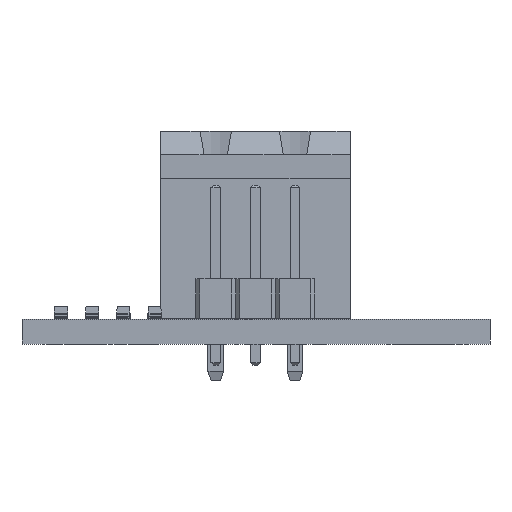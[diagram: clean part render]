
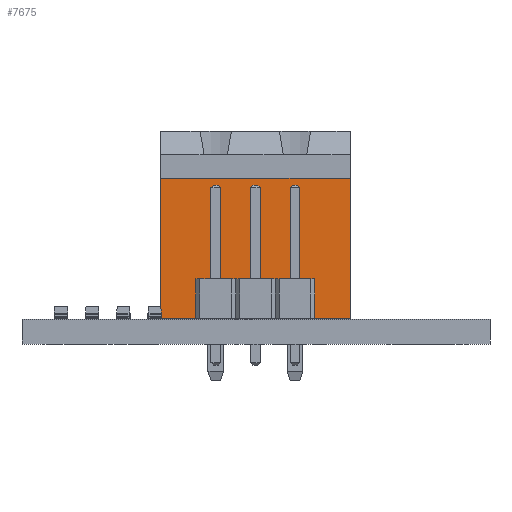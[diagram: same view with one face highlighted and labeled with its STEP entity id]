
A CAD part, front view. The second image highlights one B-rep face of the part: STEP entity #7675.
In plain terms, the highlighted face is planar.
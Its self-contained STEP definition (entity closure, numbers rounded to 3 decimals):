
#7675 = ADVANCED_FACE('',(#7676),#7690,.T.);
#7676 = FACE_BOUND('',#7677,.T.);
#7677 = EDGE_LOOP('',(#7678,#7713,#7741,#7769));
#7678 = ORIENTED_EDGE('',*,*,#7679,.T.);
#7679 = EDGE_CURVE('',#7680,#7682,#7684,.T.);
#7680 = VERTEX_POINT('',#7681);
#7681 = CARTESIAN_POINT('',(-3.54,3.8,9.));
#7682 = VERTEX_POINT('',#7683);
#7683 = CARTESIAN_POINT('',(8.62,3.8,9.));
#7684 = SURFACE_CURVE('',#7685,(#7689,#7701),.PCURVE_S1.);
#7685 = LINE('',#7686,#7687);
#7686 = CARTESIAN_POINT('',(-3.54,3.8,9.));
#7687 = VECTOR('',#7688,1.);
#7688 = DIRECTION('',(1.,0.,0.));
#7689 = PCURVE('',#7690,#7695);
#7690 = PLANE('',#7691);
#7691 = AXIS2_PLACEMENT_3D('',#7692,#7693,#7694);
#7692 = CARTESIAN_POINT('',(-3.54,3.8,9.));
#7693 = DIRECTION('',(0.,1.,0.));
#7694 = DIRECTION('',(0.,0.,-1.));
#7695 = DEFINITIONAL_REPRESENTATION('',(#7696),#7700);
#7696 = LINE('',#7697,#7698);
#7697 = CARTESIAN_POINT('',(0.,0.));
#7698 = VECTOR('',#7699,1.);
#7699 = DIRECTION('',(0.,-1.));
#7700 = ( GEOMETRIC_REPRESENTATION_CONTEXT(2) 
PARAMETRIC_REPRESENTATION_CONTEXT() REPRESENTATION_CONTEXT('2D SPACE',''
  ) );
#7701 = PCURVE('',#7702,#7707);
#7702 = PLANE('',#7703);
#7703 = AXIS2_PLACEMENT_3D('',#7704,#7705,#7706);
#7704 = CARTESIAN_POINT('',(-3.54,4.8,9.));
#7705 = DIRECTION('',(0.,0.,-1.));
#7706 = DIRECTION('',(0.,-1.,0.));
#7707 = DEFINITIONAL_REPRESENTATION('',(#7708),#7712);
#7708 = LINE('',#7709,#7710);
#7709 = CARTESIAN_POINT('',(1.,0.));
#7710 = VECTOR('',#7711,1.);
#7711 = DIRECTION('',(0.,-1.));
#7712 = ( GEOMETRIC_REPRESENTATION_CONTEXT(2) 
PARAMETRIC_REPRESENTATION_CONTEXT() REPRESENTATION_CONTEXT('2D SPACE',''
  ) );
#7713 = ORIENTED_EDGE('',*,*,#7714,.T.);
#7714 = EDGE_CURVE('',#7682,#7715,#7717,.T.);
#7715 = VERTEX_POINT('',#7716);
#7716 = CARTESIAN_POINT('',(8.62,3.8,0.));
#7717 = SURFACE_CURVE('',#7718,(#7722,#7729),.PCURVE_S1.);
#7718 = LINE('',#7719,#7720);
#7719 = CARTESIAN_POINT('',(8.62,3.8,9.));
#7720 = VECTOR('',#7721,1.);
#7721 = DIRECTION('',(0.,0.,-1.));
#7722 = PCURVE('',#7690,#7723);
#7723 = DEFINITIONAL_REPRESENTATION('',(#7724),#7728);
#7724 = LINE('',#7725,#7726);
#7725 = CARTESIAN_POINT('',(0.,-12.16));
#7726 = VECTOR('',#7727,1.);
#7727 = DIRECTION('',(1.,0.));
#7728 = ( GEOMETRIC_REPRESENTATION_CONTEXT(2) 
PARAMETRIC_REPRESENTATION_CONTEXT() REPRESENTATION_CONTEXT('2D SPACE',''
  ) );
#7729 = PCURVE('',#7730,#7735);
#7730 = PLANE('',#7731);
#7731 = AXIS2_PLACEMENT_3D('',#7732,#7733,#7734);
#7732 = CARTESIAN_POINT('',(8.62,0.22,6.148));
#7733 = DIRECTION('',(-1.,0.,0.));
#7734 = DIRECTION('',(0.,-1.,0.));
#7735 = DEFINITIONAL_REPRESENTATION('',(#7736),#7740);
#7736 = LINE('',#7737,#7738);
#7737 = CARTESIAN_POINT('',(-3.58,2.852));
#7738 = VECTOR('',#7739,1.);
#7739 = DIRECTION('',(0.,-1.));
#7740 = ( GEOMETRIC_REPRESENTATION_CONTEXT(2) 
PARAMETRIC_REPRESENTATION_CONTEXT() REPRESENTATION_CONTEXT('2D SPACE',''
  ) );
#7741 = ORIENTED_EDGE('',*,*,#7742,.F.);
#7742 = EDGE_CURVE('',#7743,#7715,#7745,.T.);
#7743 = VERTEX_POINT('',#7744);
#7744 = CARTESIAN_POINT('',(-3.54,3.8,0.));
#7745 = SURFACE_CURVE('',#7746,(#7750,#7757),.PCURVE_S1.);
#7746 = LINE('',#7747,#7748);
#7747 = CARTESIAN_POINT('',(-3.54,3.8,0.));
#7748 = VECTOR('',#7749,1.);
#7749 = DIRECTION('',(1.,0.,0.));
#7750 = PCURVE('',#7690,#7751);
#7751 = DEFINITIONAL_REPRESENTATION('',(#7752),#7756);
#7752 = LINE('',#7753,#7754);
#7753 = CARTESIAN_POINT('',(9.,0.));
#7754 = VECTOR('',#7755,1.);
#7755 = DIRECTION('',(0.,-1.));
#7756 = ( GEOMETRIC_REPRESENTATION_CONTEXT(2) 
PARAMETRIC_REPRESENTATION_CONTEXT() REPRESENTATION_CONTEXT('2D SPACE',''
  ) );
#7757 = PCURVE('',#7758,#7763);
#7758 = PLANE('',#7759);
#7759 = AXIS2_PLACEMENT_3D('',#7760,#7761,#7762);
#7760 = CARTESIAN_POINT('',(-3.54,3.8,0.));
#7761 = DIRECTION('',(0.,0.,-1.));
#7762 = DIRECTION('',(0.,-1.,0.));
#7763 = DEFINITIONAL_REPRESENTATION('',(#7764),#7768);
#7764 = LINE('',#7765,#7766);
#7765 = CARTESIAN_POINT('',(0.,-0.));
#7766 = VECTOR('',#7767,1.);
#7767 = DIRECTION('',(0.,-1.));
#7768 = ( GEOMETRIC_REPRESENTATION_CONTEXT(2) 
PARAMETRIC_REPRESENTATION_CONTEXT() REPRESENTATION_CONTEXT('2D SPACE',''
  ) );
#7769 = ORIENTED_EDGE('',*,*,#7770,.F.);
#7770 = EDGE_CURVE('',#7680,#7743,#7771,.T.);
#7771 = SURFACE_CURVE('',#7772,(#7776,#7783),.PCURVE_S1.);
#7772 = LINE('',#7773,#7774);
#7773 = CARTESIAN_POINT('',(-3.54,3.8,9.));
#7774 = VECTOR('',#7775,1.);
#7775 = DIRECTION('',(0.,0.,-1.));
#7776 = PCURVE('',#7690,#7777);
#7777 = DEFINITIONAL_REPRESENTATION('',(#7778),#7782);
#7778 = LINE('',#7779,#7780);
#7779 = CARTESIAN_POINT('',(0.,0.));
#7780 = VECTOR('',#7781,1.);
#7781 = DIRECTION('',(1.,0.));
#7782 = ( GEOMETRIC_REPRESENTATION_CONTEXT(2) 
PARAMETRIC_REPRESENTATION_CONTEXT() REPRESENTATION_CONTEXT('2D SPACE',''
  ) );
#7783 = PCURVE('',#7784,#7789);
#7784 = PLANE('',#7785);
#7785 = AXIS2_PLACEMENT_3D('',#7786,#7787,#7788);
#7786 = CARTESIAN_POINT('',(-3.54,0.22,6.148));
#7787 = DIRECTION('',(-1.,0.,0.));
#7788 = DIRECTION('',(0.,-1.,0.));
#7789 = DEFINITIONAL_REPRESENTATION('',(#7790),#7794);
#7790 = LINE('',#7791,#7792);
#7791 = CARTESIAN_POINT('',(-3.58,2.852));
#7792 = VECTOR('',#7793,1.);
#7793 = DIRECTION('',(0.,-1.));
#7794 = ( GEOMETRIC_REPRESENTATION_CONTEXT(2) 
PARAMETRIC_REPRESENTATION_CONTEXT() REPRESENTATION_CONTEXT('2D SPACE',''
  ) );
